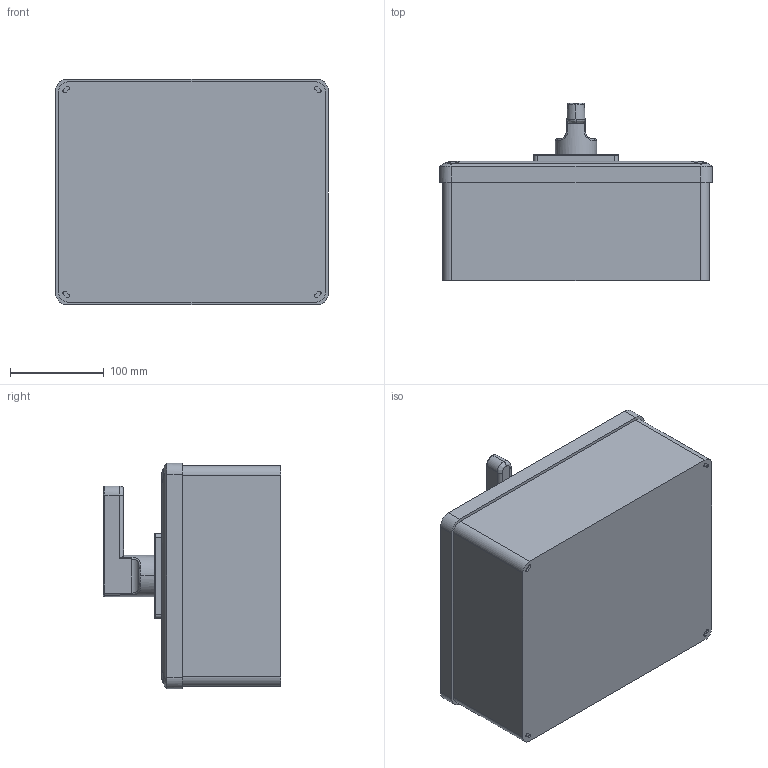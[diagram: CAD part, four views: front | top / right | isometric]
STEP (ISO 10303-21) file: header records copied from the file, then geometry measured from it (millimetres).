
FILE_DESCRIPTION((''),'2;1');
FILE_NAME('VC5GUN','2016-04-21T',('SESA328007'),('Schneider-Electric'),'PRO/ENGINEER BY PARAMETRIC TECHNOLOGY CORPORATION, 2014310','PRO/ENGINEER BY PARAMETRIC TECHNOLOGY CORPORATION, 2014310','');
FILE_SCHEMA(('CONFIG_CONTROL_DESIGN'));
Length unit declared in the file: millimetre
Products named in the file (1): VC5GUN
Bounding box: 291 x 189.3 x 241 mm (x, y, z)
Volume: 8710308.2 mm3; surface area: 281625.8 mm2
Topology: 1 solids, 1 shells, 170 faces, 423 edges, 271 vertices
Faces by surface type: cylinder 71, plane 70, bspline 22, torus 7
Entity records: 6209 total; most frequent: CARTESIAN_POINT 2305, ORIENTED_EDGE 846, DIRECTION 736, EDGE_CURVE 423, VERTEX_POINT 271, AXIS2_PLACEMENT_3D 267, VECTOR 202, LINE 202
